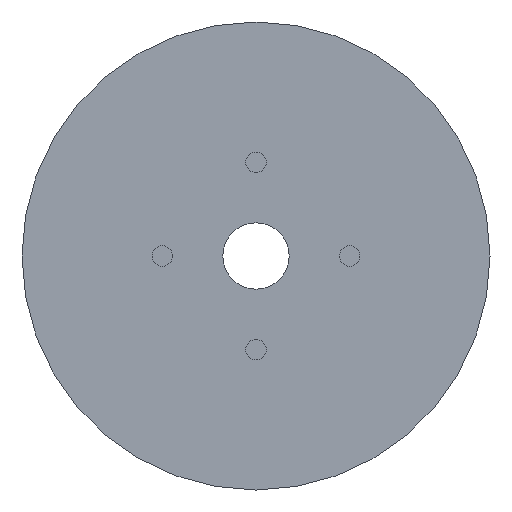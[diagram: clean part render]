
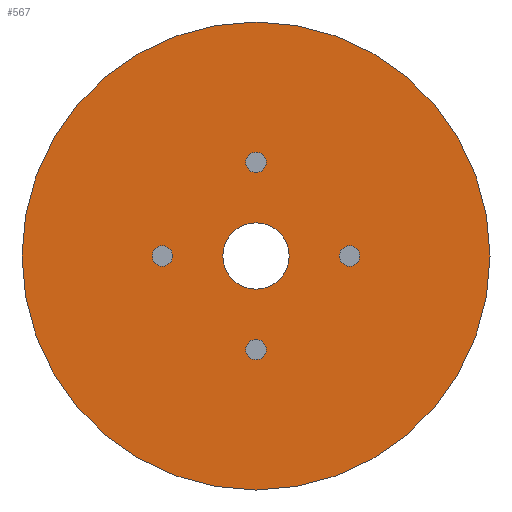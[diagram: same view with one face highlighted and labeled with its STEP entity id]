
A CAD part, front view. The second image highlights one B-rep face of the part: STEP entity #567.
In plain terms, the highlighted planar face has unit normal (0, -1, 0).
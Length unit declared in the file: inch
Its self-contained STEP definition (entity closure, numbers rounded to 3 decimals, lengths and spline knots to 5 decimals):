
#362=CARTESIAN_POINT('',(0.195,-0.75,0.));
#363=VERTEX_POINT('',#362);
#364=CARTESIAN_POINT('',(0.,-0.75,0.));
#365=DIRECTION('',(0.,-1.,0.));
#366=DIRECTION('',(1.,0.,0.));
#367=AXIS2_PLACEMENT_3D('',#364,#365,#366);
#368=CIRCLE('',#367,0.195);
#369=EDGE_CURVE('',#363,#363,#368,.T.);
#387=CARTESIAN_POINT('',(0.06,-0.75,0.55));
#388=VERTEX_POINT('',#387);
#389=CARTESIAN_POINT('',(0.,-0.75,0.61));
#390=VERTEX_POINT('',#389);
#391=CARTESIAN_POINT('',(0.,-0.75,0.55));
#392=DIRECTION('',(0.,-1.,0.));
#393=DIRECTION('',(1.,0.,0.));
#394=AXIS2_PLACEMENT_3D('',#391,#392,#393);
#395=CIRCLE('',#394,0.06);
#396=EDGE_CURVE('',#388,#390,#395,.T.);
#407=EDGE_CURVE('',#390,#388,#395,.T.);
#417=CARTESIAN_POINT('',(0.55,-0.75,-0.06));
#418=VERTEX_POINT('',#417);
#419=CARTESIAN_POINT('',(0.61,-0.75,0.));
#420=VERTEX_POINT('',#419);
#421=CARTESIAN_POINT('',(0.55,-0.75,0.));
#422=DIRECTION('',(0.,-1.,0.));
#423=DIRECTION('',(0.,0.,-1.));
#424=AXIS2_PLACEMENT_3D('',#421,#422,#423);
#425=CIRCLE('',#424,0.06);
#426=EDGE_CURVE('',#418,#420,#425,.T.);
#437=EDGE_CURVE('',#420,#418,#425,.T.);
#447=CARTESIAN_POINT('',(-0.06,-0.75,-0.55));
#448=VERTEX_POINT('',#447);
#449=CARTESIAN_POINT('',(0.,-0.75,-0.61));
#450=VERTEX_POINT('',#449);
#451=CARTESIAN_POINT('',(0.,-0.75,-0.55));
#452=DIRECTION('',(0.,-1.,0.));
#453=DIRECTION('',(-1.,0.,0.));
#454=AXIS2_PLACEMENT_3D('',#451,#452,#453);
#455=CIRCLE('',#454,0.06);
#456=EDGE_CURVE('',#448,#450,#455,.T.);
#467=EDGE_CURVE('',#450,#448,#455,.T.);
#477=CARTESIAN_POINT('',(-0.55,-0.75,0.06));
#478=VERTEX_POINT('',#477);
#479=CARTESIAN_POINT('',(-0.61,-0.75,0.));
#480=VERTEX_POINT('',#479);
#481=CARTESIAN_POINT('',(-0.55,-0.75,0.));
#482=DIRECTION('',(0.,-1.,0.));
#483=DIRECTION('',(0.,0.,1.));
#484=AXIS2_PLACEMENT_3D('',#481,#482,#483);
#485=CIRCLE('',#484,0.06);
#486=EDGE_CURVE('',#478,#480,#485,.T.);
#497=EDGE_CURVE('',#480,#478,#485,.T.);
#507=CARTESIAN_POINT('',(1.375,-0.75,0.));
#508=VERTEX_POINT('',#507);
#509=CARTESIAN_POINT('',(0.,-0.75,0.));
#510=DIRECTION('',(0.,1.,0.));
#511=DIRECTION('',(1.,0.,0.));
#512=AXIS2_PLACEMENT_3D('',#509,#510,#511);
#513=CIRCLE('',#512,1.375);
#514=EDGE_CURVE('',#508,#508,#513,.T.);
#540=ORIENTED_EDGE('',*,*,#514,.F.);
#541=EDGE_LOOP('',(#540));
#542=FACE_OUTER_BOUND('',#541,.T.);
#543=ORIENTED_EDGE('',*,*,#486,.F.);
#544=ORIENTED_EDGE('',*,*,#497,.F.);
#545=EDGE_LOOP('',(#543,#544));
#546=FACE_BOUND('',#545,.T.);
#547=ORIENTED_EDGE('',*,*,#456,.F.);
#548=ORIENTED_EDGE('',*,*,#467,.F.);
#549=EDGE_LOOP('',(#547,#548));
#550=FACE_BOUND('',#549,.T.);
#551=ORIENTED_EDGE('',*,*,#426,.F.);
#552=ORIENTED_EDGE('',*,*,#437,.F.);
#553=EDGE_LOOP('',(#551,#552));
#554=FACE_BOUND('',#553,.T.);
#555=ORIENTED_EDGE('',*,*,#396,.F.);
#556=ORIENTED_EDGE('',*,*,#407,.F.);
#557=EDGE_LOOP('',(#555,#556));
#558=FACE_BOUND('',#557,.T.);
#559=ORIENTED_EDGE('',*,*,#369,.F.);
#560=EDGE_LOOP('',(#559));
#561=FACE_BOUND('',#560,.T.);
#562=CARTESIAN_POINT('',(-0.60546,-0.75,-0.0229));
#563=DIRECTION('',(0.,-1.,0.));
#564=DIRECTION('',(1.,0.,0.));
#565=AXIS2_PLACEMENT_3D('',#562,#563,#564);
#566=PLANE('',#565);
#567=ADVANCED_FACE('',(#542,#546,#550,#554,#558,#561),#566,.T.);
